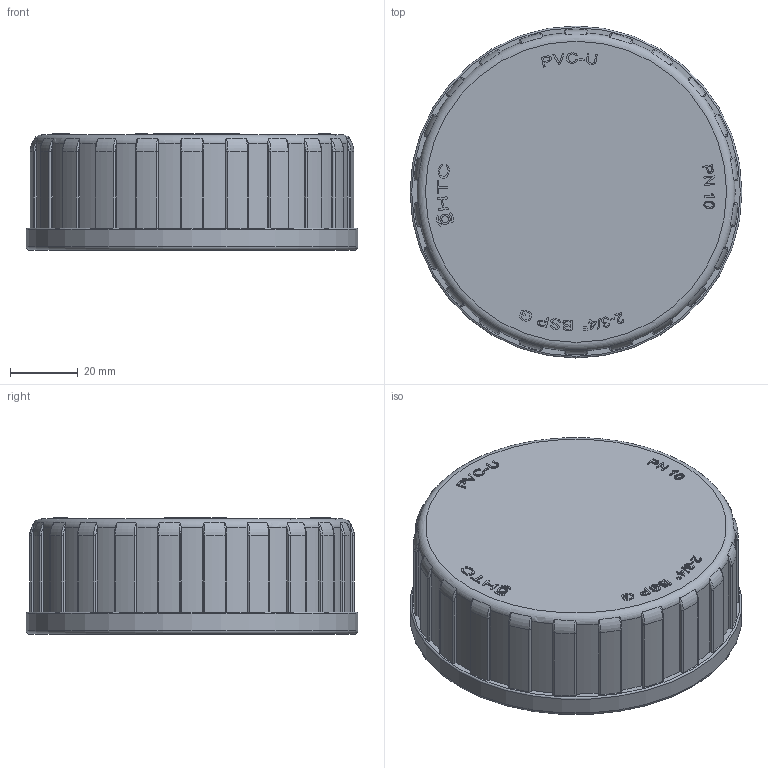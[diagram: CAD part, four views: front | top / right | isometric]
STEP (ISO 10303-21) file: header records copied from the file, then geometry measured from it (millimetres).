
FILE_DESCRIPTION(/* description */ (''),/* implementation_level */ '2;1');
FILE_NAME(/* name */ '2-3÷4寸堵头.stp',/* time_stamp */ '2023-12-25T15:26:41+08:00',/* author */ (''),/* organization */ (''),/* preprocessor_version */ 'ST-DEVELOPER v16',/* originating_system */ 'SIEMENS PLM Software NX 10.0',/* authorisation */ '');
FILE_SCHEMA (('AUTOMOTIVE_DESIGN { 1 0 10303 214 3 1 1 1 }'));
Length unit declared in the file: millimetre
Products named in the file (1): gelv17145EDF7592
Bounding box: 97.9 x 97.9 x 34.3 mm (x, y, z)
Surface area: 37645.3 mm2 (no closed solid volume)
Topology: 0 solids, 1 shells, 1111 faces, 3169 edges, 2097 vertices
Faces by surface type: plane 913, cylinder 116, bspline 46, torus 25, extrusion 9, cone 2
Full cylindrical faces by diameter (mm): 2 x1, 3 x1, 78.576 x10, 81.534 x10, 97.9 x1
Entity records: 43958 total; most frequent: CARTESIAN_POINT 19197, ORIENTED_EDGE 6194, DIRECTION 3557, EDGE_CURVE 3097, VERTEX_POINT 2055, B_SPLINE_CURVE_WITH_KNOTS 1857, AXIS2_PLACEMENT_3D 1261, EDGE_LOOP 1140
